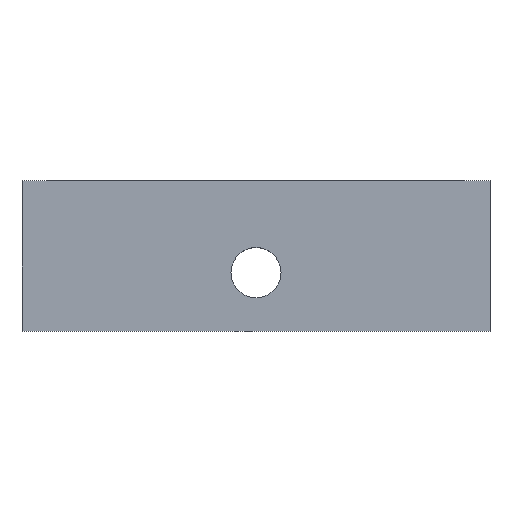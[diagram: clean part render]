
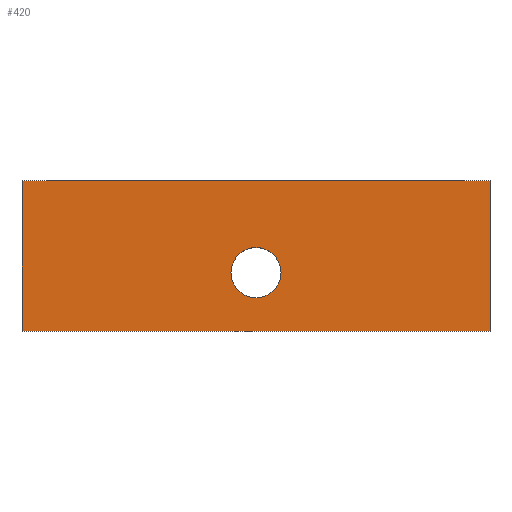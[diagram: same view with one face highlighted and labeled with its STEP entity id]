
A CAD part, top view. The second image highlights one B-rep face of the part: STEP entity #420.
In plain terms, the highlighted planar face has unit normal (0, 0, 1).
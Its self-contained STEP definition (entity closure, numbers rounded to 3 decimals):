
#16=FACE_BOUND('',#71,.T.);
#25=PLANE('',#460);
#45=FACE_OUTER_BOUND('',#70,.T.);
#70=EDGE_LOOP('',(#312,#313,#314,#315));
#71=EDGE_LOOP('',(#316));
#109=LINE('',#634,#156);
#110=LINE('',#636,#157);
#111=LINE('',#638,#158);
#112=LINE('',#639,#159);
#156=VECTOR('',#511,10.);
#157=VECTOR('',#512,10.);
#158=VECTOR('',#513,10.);
#159=VECTOR('',#514,10.);
#194=CIRCLE('',#457,1.5);
#204=VERTEX_POINT('',#609);
#214=VERTEX_POINT('',#632);
#215=VERTEX_POINT('',#633);
#216=VERTEX_POINT('',#635);
#217=VERTEX_POINT('',#637);
#242=EDGE_CURVE('',#204,#204,#194,.T.);
#253=EDGE_CURVE('',#214,#215,#109,.T.);
#254=EDGE_CURVE('',#215,#216,#110,.T.);
#255=EDGE_CURVE('',#217,#216,#111,.T.);
#256=EDGE_CURVE('',#214,#217,#112,.T.);
#312=ORIENTED_EDGE('',*,*,#253,.T.);
#313=ORIENTED_EDGE('',*,*,#254,.T.);
#314=ORIENTED_EDGE('',*,*,#255,.F.);
#315=ORIENTED_EDGE('',*,*,#256,.F.);
#316=ORIENTED_EDGE('',*,*,#242,.T.);
#420=ADVANCED_FACE('',(#45,#16),#25,.T.);
#457=AXIS2_PLACEMENT_3D('',#610,#494,#495);
#460=AXIS2_PLACEMENT_3D('',#631,#509,#510);
#494=DIRECTION('center_axis',(0.,0.,-1.));
#495=DIRECTION('ref_axis',(1.,0.,0.));
#509=DIRECTION('center_axis',(0.,0.,1.));
#510=DIRECTION('ref_axis',(-1.,0.,0.));
#511=DIRECTION('',(-1.,0.,0.));
#512=DIRECTION('',(0.,-1.,0.));
#513=DIRECTION('',(-1.,0.,0.));
#514=DIRECTION('',(0.,-1.,0.));
#609=CARTESIAN_POINT('',(-199.5,-5.5,-2.));
#610=CARTESIAN_POINT('Origin',(-198.,-5.5,-2.));
#631=CARTESIAN_POINT('Origin',(-184.,0.,-2.));
#632=CARTESIAN_POINT('',(-184.,0.,-2.));
#633=CARTESIAN_POINT('',(-212.,0.,-2.));
#634=CARTESIAN_POINT('',(-184.,0.,-2.));
#635=CARTESIAN_POINT('',(-212.,-9.,-2.));
#636=CARTESIAN_POINT('',(-212.,0.,-2.));
#637=CARTESIAN_POINT('',(-184.,-9.,-2.));
#638=CARTESIAN_POINT('',(-184.,-9.,-2.));
#639=CARTESIAN_POINT('',(-184.,0.,-2.));
